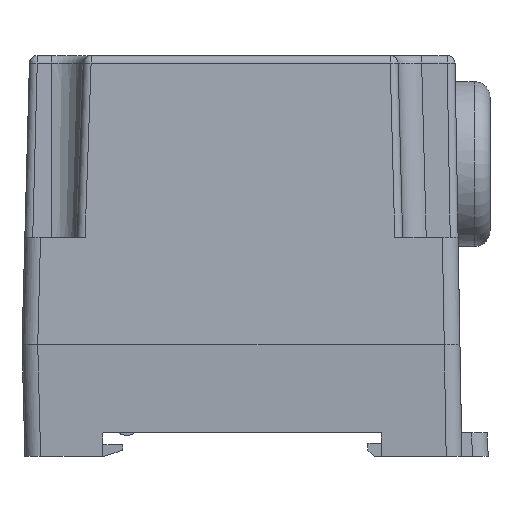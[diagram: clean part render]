
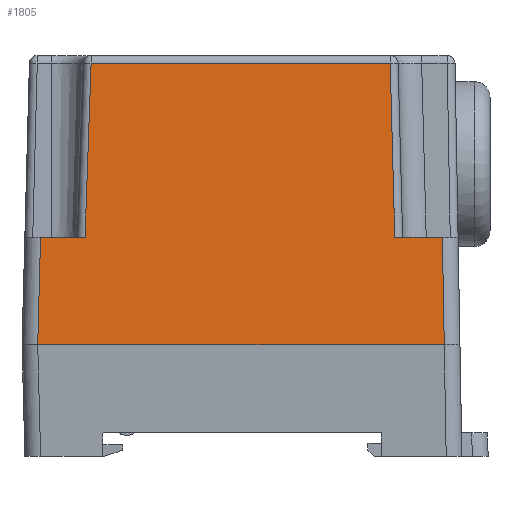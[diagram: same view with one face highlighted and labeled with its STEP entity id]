
A CAD part, left-side view. The second image highlights one B-rep face of the part: STEP entity #1805.
In plain terms, the highlighted planar face has unit normal (-1, 0, 0.026).
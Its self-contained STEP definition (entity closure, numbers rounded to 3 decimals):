
#1320=FACE_OUTER_BOUND('',#3148,.T.);
#1805=ADVANCED_FACE('',(#1320),#2263,.T.);
#2263=PLANE('',#10682);
#2583=ELLIPSE('',#10564,2.001,2.);
#3148=EDGE_LOOP('',(#4381,#4382,#4383,#4384,#4385,#4386,#4387,#4388,#4389));
#4381=ORIENTED_EDGE('',*,*,#7606,.T.);
#4382=ORIENTED_EDGE('',*,*,#7571,.T.);
#4383=ORIENTED_EDGE('',*,*,#7598,.T.);
#4384=ORIENTED_EDGE('',*,*,#7592,.T.);
#4385=ORIENTED_EDGE('',*,*,#7624,.T.);
#4386=ORIENTED_EDGE('',*,*,#7440,.T.);
#4387=ORIENTED_EDGE('',*,*,#7516,.T.);
#4388=ORIENTED_EDGE('',*,*,#7576,.T.);
#4389=ORIENTED_EDGE('',*,*,#7622,.F.);
#6545=VERTEX_POINT('',#14671);
#6546=VERTEX_POINT('',#14673);
#6579=VERTEX_POINT('',#14827);
#6601=VERTEX_POINT('',#14971);
#6603=VERTEX_POINT('',#14979);
#6605=VERTEX_POINT('',#14989);
#6615=VERTEX_POINT('',#15023);
#6616=VERTEX_POINT('',#15025);
#6623=VERTEX_POINT('',#15053);
#7440=EDGE_CURVE('',#6546,#6545,#8694,.T.);
#7516=EDGE_CURVE('',#6545,#6579,#2583,.T.);
#7571=EDGE_CURVE('',#6601,#6603,#8776,.T.);
#7576=EDGE_CURVE('',#6579,#6605,#8778,.T.);
#7592=EDGE_CURVE('',#6616,#6615,#8787,.T.);
#7598=EDGE_CURVE('',#6603,#6616,#8790,.T.);
#7606=EDGE_CURVE('',#6623,#6601,#8797,.T.);
#7622=EDGE_CURVE('',#6623,#6605,#8806,.T.);
#7624=EDGE_CURVE('',#6615,#6546,#8808,.T.);
#8694=LINE('',#14672,#9664);
#8776=LINE('',#14980,#9746);
#8778=LINE('',#14990,#9748);
#8787=LINE('',#15024,#9757);
#8790=LINE('',#15036,#9760);
#8797=LINE('',#15052,#9767);
#8806=LINE('',#15087,#9776);
#8808=LINE('',#15090,#9778);
#9664=VECTOR('',#11606,1.);
#9746=VECTOR('',#11928,1.);
#9748=VECTOR('',#11942,1.);
#9757=VECTOR('',#11981,1.);
#9760=VECTOR('',#11992,1.);
#9767=VECTOR('',#12013,1.);
#9776=VECTOR('',#12056,1.);
#9778=VECTOR('',#12060,1.);
#10564=AXIS2_PLACEMENT_3D('',#14828,#11781,#11782);
#10682=AXIS2_PLACEMENT_3D('',#15092,#12063,#12064);
#11606=DIRECTION('',(0.,-1.,0.));
#11781=DIRECTION('',(0.,0.,1.));
#11782=DIRECTION('',(-0.832,0.555,0.));
#11928=DIRECTION('',(0.,1.,0.));
#11942=DIRECTION('',(0.026,0.017,1.));
#11981=DIRECTION('',(0.,1.,0.));
#11992=DIRECTION('',(-0.026,0.035,-0.999));
#12013=DIRECTION('',(0.026,0.026,0.999));
#12056=DIRECTION('',(0.,-1.,0.));
#12060=DIRECTION('',(-0.026,0.026,-0.999));
#12063=DIRECTION('',(-1.,0.,0.026));
#12064=DIRECTION('',(-0.026,0.,-1.));
#14671=CARTESIAN_POINT('',(-312.702,286.004,7.));
#14672=CARTESIAN_POINT('',(-312.702,311.582,7.));
#14673=CARTESIAN_POINT('',(-312.702,337.71,7.));
#14827=CARTESIAN_POINT('',(-312.702,286.002,7.));
#14828=CARTESIAN_POINT('',(-310.702,286.003,7.));
#14971=CARTESIAN_POINT('',(-311.764,292.876,42.829));
#14979=CARTESIAN_POINT('',(-311.764,330.922,42.829));
#14980=CARTESIAN_POINT('',(-311.764,288.855,42.829));
#14989=CARTESIAN_POINT('',(-312.344,286.241,20.702));
#14990=CARTESIAN_POINT('',(-313.073,285.755,-7.146));
#15023=CARTESIAN_POINT('',(-312.344,337.352,20.702));
#15024=CARTESIAN_POINT('',(-312.344,288.855,20.702));
#15025=CARTESIAN_POINT('',(-312.344,331.695,20.702));
#15036=CARTESIAN_POINT('',(-312.559,331.982,12.465));
#15052=CARTESIAN_POINT('',(-311.987,292.653,34.303));
#15053=CARTESIAN_POINT('',(-312.344,292.297,20.702));
#15087=CARTESIAN_POINT('',(-312.344,288.382,20.702));
#15090=CARTESIAN_POINT('',(-313.037,338.045,-5.791));
#15092=CARTESIAN_POINT('',(-313.074,288.855,-7.2));
